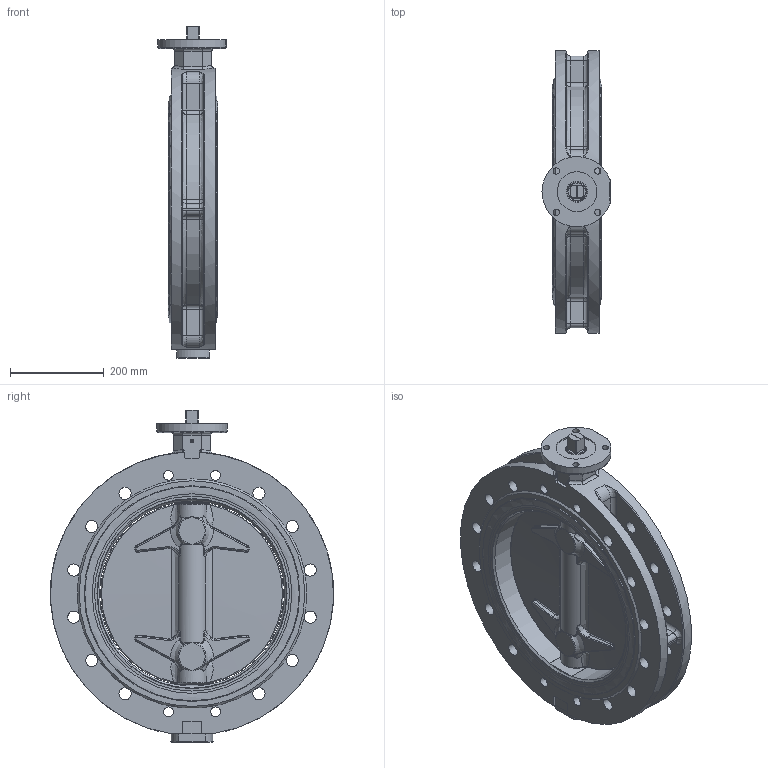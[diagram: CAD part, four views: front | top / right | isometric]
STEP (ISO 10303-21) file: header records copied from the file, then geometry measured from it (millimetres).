
FILE_DESCRIPTION((''),'2;1');
FILE_NAME('F012-K1 DN400.stp','2007-10-15T13:42:06',('hellwig'),(''),'Autodesk Inventor 11','Autodesk Inventor 11','');
FILE_SCHEMA(('AUTOMOTIVE_DESIGN { 1 0 10303 214 1 1 1 1 }'));
Length unit declared in the file: millimetre
Products named in the file (1): Bauteil26
Bounding box: 145.5 x 604.53 x 709.1 mm (x, y, z)
Volume: 14248935.7 mm3; surface area: 1412946.7 mm2
Topology: 19 solids, 19 shells, 1302 faces, 3327 edges, 2057 vertices
Faces by surface type: bspline 535, plane 410, cylinder 228, torus 61, cone 58, sphere 10
Full cylindrical faces by diameter (mm): 6 x4, 10 x4, 25 x1, 30 x3, 32 x1, 35.5 x4, 40 x10, 40.1 x2, 40.2 x6, 40.35 x4, 46 x3, 47 x2, 53 x1, 60 x2, 443 x1, 448.5 x1, 460.5 x1
Entity records: 74002 total; most frequent: CARTESIAN_POINT 46892, ORIENTED_EDGE 5968, DIRECTION 4606, EDGE_CURVE 2984, VERTEX_POINT 1959, AXIS2_PLACEMENT_3D 1733, EDGE_LOOP 1641, FACE_OUTER_BOUND 1302
